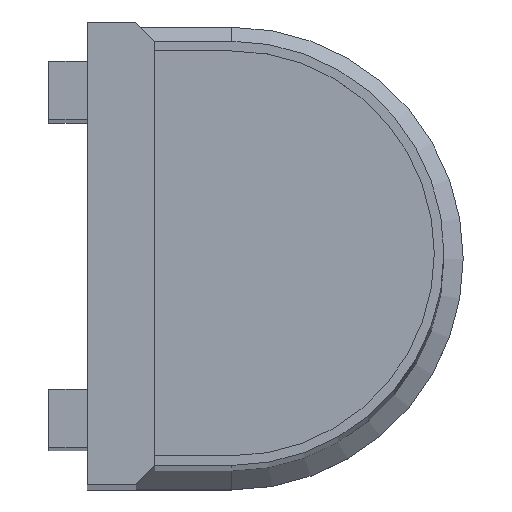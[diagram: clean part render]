
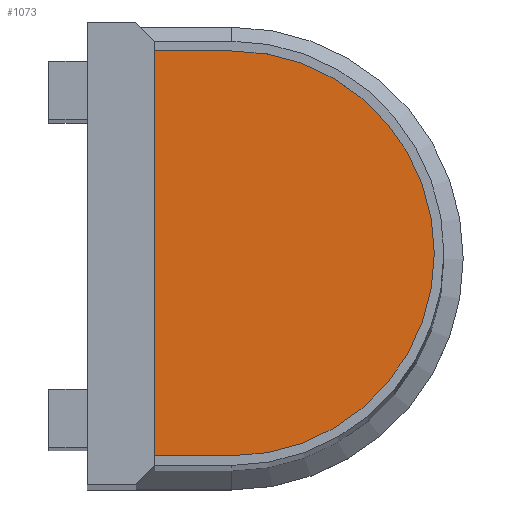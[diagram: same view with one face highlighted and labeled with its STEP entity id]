
A CAD part, top view. The second image highlights one B-rep face of the part: STEP entity #1073.
In plain terms, the highlighted planar face has unit normal (0, 0, 1).
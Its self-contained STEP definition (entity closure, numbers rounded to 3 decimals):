
#687 = CYLINDRICAL_SURFACE('',#688,105.);
#688 = AXIS2_PLACEMENT_3D('',#689,#690,#691);
#689 = CARTESIAN_POINT('',(-252.704,0.001,
    1937.48));
#690 = DIRECTION('',(0.,0.,1.));
#691 = DIRECTION('',(1.,0.,0.));
#712 = VERTEX_POINT('',#713);
#713 = CARTESIAN_POINT('',(-147.704,0.001,
    1942.48));
#727 = CYLINDRICAL_SURFACE('',#728,105.);
#728 = AXIS2_PLACEMENT_3D('',#729,#730,#731);
#729 = CARTESIAN_POINT('',(-252.704,0.001,
    1937.48));
#730 = DIRECTION('',(0.,0.,1.));
#731 = DIRECTION('',(1.,0.,0.));
#739 = EDGE_CURVE('',#740,#712,#742,.T.);
#740 = VERTEX_POINT('',#741);
#741 = CARTESIAN_POINT('',(-252.704,-104.999,
    1942.48));
#742 = SURFACE_CURVE('',#743,(#748,#755),.PCURVE_S1.);
#743 = CIRCLE('',#744,105.);
#744 = AXIS2_PLACEMENT_3D('',#745,#746,#747);
#745 = CARTESIAN_POINT('',(-252.704,0.001,
    1942.48));
#746 = DIRECTION('',(0.,0.,1.));
#747 = DIRECTION('',(1.,0.,0.));
#748 = PCURVE('',#687,#749);
#749 = DEFINITIONAL_REPRESENTATION('',(#750),#754);
#750 = LINE('',#751,#752);
#751 = CARTESIAN_POINT('',(0.,5.));
#752 = VECTOR('',#753,1.);
#753 = DIRECTION('',(1.,0.));
#754 = ( GEOMETRIC_REPRESENTATION_CONTEXT(2) 
PARAMETRIC_REPRESENTATION_CONTEXT() REPRESENTATION_CONTEXT('2D SPACE',''
  ) );
#755 = PCURVE('',#756,#761);
#756 = PLANE('',#757);
#757 = AXIS2_PLACEMENT_3D('',#758,#759,#760);
#758 = CARTESIAN_POINT('',(-252.704,0.001,
    1942.48));
#759 = DIRECTION('',(0.,0.,1.));
#760 = DIRECTION('',(1.,0.,0.));
#761 = DEFINITIONAL_REPRESENTATION('',(#762),#766);
#762 = CIRCLE('',#763,105.);
#763 = AXIS2_PLACEMENT_2D('',#764,#765);
#764 = CARTESIAN_POINT('',(0.,0.));
#765 = DIRECTION('',(1.,0.));
#766 = ( GEOMETRIC_REPRESENTATION_CONTEXT(2) 
PARAMETRIC_REPRESENTATION_CONTEXT() REPRESENTATION_CONTEXT('2D SPACE',''
  ) );
#782 = PLANE('',#783);
#783 = AXIS2_PLACEMENT_3D('',#784,#785,#786);
#784 = CARTESIAN_POINT('',(-292.704,-104.999,
    1937.48));
#785 = DIRECTION('',(0.,-1.,0.));
#786 = DIRECTION('',(-1.,0.,0.));
#823 = VERTEX_POINT('',#824);
#824 = CARTESIAN_POINT('',(-252.704,105.001,
    1942.48));
#838 = PLANE('',#839);
#839 = AXIS2_PLACEMENT_3D('',#840,#841,#842);
#840 = CARTESIAN_POINT('',(-252.704,105.001,
    1937.48));
#841 = DIRECTION('',(0.,1.,0.));
#842 = DIRECTION('',(1.,0.,0.));
#850 = EDGE_CURVE('',#712,#823,#851,.T.);
#851 = SURFACE_CURVE('',#852,(#857,#864),.PCURVE_S1.);
#852 = CIRCLE('',#853,105.);
#853 = AXIS2_PLACEMENT_3D('',#854,#855,#856);
#854 = CARTESIAN_POINT('',(-252.704,0.001,
    1942.48));
#855 = DIRECTION('',(0.,0.,1.));
#856 = DIRECTION('',(1.,0.,0.));
#857 = PCURVE('',#727,#858);
#858 = DEFINITIONAL_REPRESENTATION('',(#859),#863);
#859 = LINE('',#860,#861);
#860 = CARTESIAN_POINT('',(0.,5.));
#861 = VECTOR('',#862,1.);
#862 = DIRECTION('',(1.,0.));
#863 = ( GEOMETRIC_REPRESENTATION_CONTEXT(2) 
PARAMETRIC_REPRESENTATION_CONTEXT() REPRESENTATION_CONTEXT('2D SPACE',''
  ) );
#864 = PCURVE('',#756,#865);
#865 = DEFINITIONAL_REPRESENTATION('',(#866),#870);
#866 = CIRCLE('',#867,105.);
#867 = AXIS2_PLACEMENT_2D('',#868,#869);
#868 = CARTESIAN_POINT('',(0.,0.));
#869 = DIRECTION('',(1.,0.));
#870 = ( GEOMETRIC_REPRESENTATION_CONTEXT(2) 
PARAMETRIC_REPRESENTATION_CONTEXT() REPRESENTATION_CONTEXT('2D SPACE',''
  ) );
#875 = EDGE_CURVE('',#876,#740,#878,.T.);
#876 = VERTEX_POINT('',#877);
#877 = CARTESIAN_POINT('',(-292.704,-104.999,
    1942.48));
#878 = SURFACE_CURVE('',#879,(#883,#890),.PCURVE_S1.);
#879 = LINE('',#880,#881);
#880 = CARTESIAN_POINT('',(-292.704,-104.999,
    1942.48));
#881 = VECTOR('',#882,1.);
#882 = DIRECTION('',(1.,0.,0.));
#883 = PCURVE('',#782,#884);
#884 = DEFINITIONAL_REPRESENTATION('',(#885),#889);
#885 = LINE('',#886,#887);
#886 = CARTESIAN_POINT('',(0.,-5.));
#887 = VECTOR('',#888,1.);
#888 = DIRECTION('',(-1.,0.));
#889 = ( GEOMETRIC_REPRESENTATION_CONTEXT(2) 
PARAMETRIC_REPRESENTATION_CONTEXT() REPRESENTATION_CONTEXT('2D SPACE',''
  ) );
#890 = PCURVE('',#756,#891);
#891 = DEFINITIONAL_REPRESENTATION('',(#892),#896);
#892 = LINE('',#893,#894);
#893 = CARTESIAN_POINT('',(-40.,-105.));
#894 = VECTOR('',#895,1.);
#895 = DIRECTION('',(1.,0.));
#896 = ( GEOMETRIC_REPRESENTATION_CONTEXT(2) 
PARAMETRIC_REPRESENTATION_CONTEXT() REPRESENTATION_CONTEXT('2D SPACE',''
  ) );
#914 = PLANE('',#915);
#915 = AXIS2_PLACEMENT_3D('',#916,#917,#918);
#916 = CARTESIAN_POINT('',(-292.704,105.001,
    1937.48));
#917 = DIRECTION('',(-1.,0.,0.));
#918 = DIRECTION('',(0.,1.,0.));
#951 = EDGE_CURVE('',#952,#876,#954,.T.);
#952 = VERTEX_POINT('',#953);
#953 = CARTESIAN_POINT('',(-292.704,105.001,
    1942.48));
#954 = SURFACE_CURVE('',#955,(#959,#966),.PCURVE_S1.);
#955 = LINE('',#956,#957);
#956 = CARTESIAN_POINT('',(-292.704,105.001,
    1942.48));
#957 = VECTOR('',#958,1.);
#958 = DIRECTION('',(0.,-1.,0.));
#959 = PCURVE('',#914,#960);
#960 = DEFINITIONAL_REPRESENTATION('',(#961),#965);
#961 = LINE('',#962,#963);
#962 = CARTESIAN_POINT('',(0.,-5.));
#963 = VECTOR('',#964,1.);
#964 = DIRECTION('',(-1.,0.));
#965 = ( GEOMETRIC_REPRESENTATION_CONTEXT(2) 
PARAMETRIC_REPRESENTATION_CONTEXT() REPRESENTATION_CONTEXT('2D SPACE',''
  ) );
#966 = PCURVE('',#756,#967);
#967 = DEFINITIONAL_REPRESENTATION('',(#968),#972);
#968 = LINE('',#969,#970);
#969 = CARTESIAN_POINT('',(-40.,105.));
#970 = VECTOR('',#971,1.);
#971 = DIRECTION('',(0.,-1.));
#972 = ( GEOMETRIC_REPRESENTATION_CONTEXT(2) 
PARAMETRIC_REPRESENTATION_CONTEXT() REPRESENTATION_CONTEXT('2D SPACE',''
  ) );
#1022 = EDGE_CURVE('',#823,#952,#1023,.T.);
#1023 = SURFACE_CURVE('',#1024,(#1028,#1035),.PCURVE_S1.);
#1024 = LINE('',#1025,#1026);
#1025 = CARTESIAN_POINT('',(-252.704,105.001,
    1942.48));
#1026 = VECTOR('',#1027,1.);
#1027 = DIRECTION('',(-1.,0.,0.));
#1028 = PCURVE('',#838,#1029);
#1029 = DEFINITIONAL_REPRESENTATION('',(#1030),#1034);
#1030 = LINE('',#1031,#1032);
#1031 = CARTESIAN_POINT('',(0.,-5.));
#1032 = VECTOR('',#1033,1.);
#1033 = DIRECTION('',(-1.,0.));
#1034 = ( GEOMETRIC_REPRESENTATION_CONTEXT(2) 
PARAMETRIC_REPRESENTATION_CONTEXT() REPRESENTATION_CONTEXT('2D SPACE',''
  ) );
#1035 = PCURVE('',#756,#1036);
#1036 = DEFINITIONAL_REPRESENTATION('',(#1037),#1041);
#1037 = LINE('',#1038,#1039);
#1038 = CARTESIAN_POINT('',(0.,105.));
#1039 = VECTOR('',#1040,1.);
#1040 = DIRECTION('',(-1.,0.));
#1041 = ( GEOMETRIC_REPRESENTATION_CONTEXT(2) 
PARAMETRIC_REPRESENTATION_CONTEXT() REPRESENTATION_CONTEXT('2D SPACE',''
  ) );
#1073 = ADVANCED_FACE('',(#1074),#756,.T.);
#1074 = FACE_BOUND('',#1075,.T.);
#1075 = EDGE_LOOP('',(#1076,#1077,#1078,#1079,#1080));
#1076 = ORIENTED_EDGE('',*,*,#739,.T.);
#1077 = ORIENTED_EDGE('',*,*,#850,.T.);
#1078 = ORIENTED_EDGE('',*,*,#1022,.T.);
#1079 = ORIENTED_EDGE('',*,*,#951,.T.);
#1080 = ORIENTED_EDGE('',*,*,#875,.T.);
